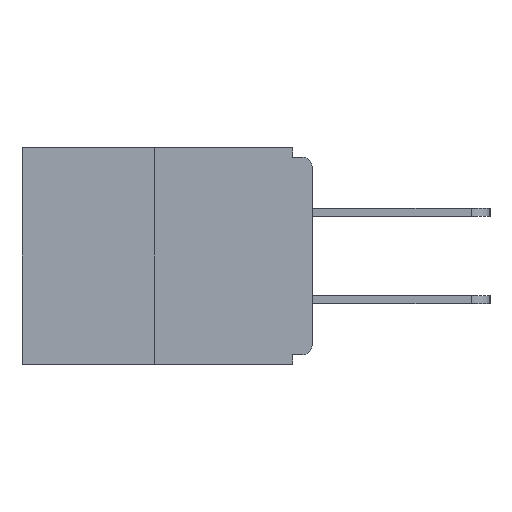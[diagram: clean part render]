
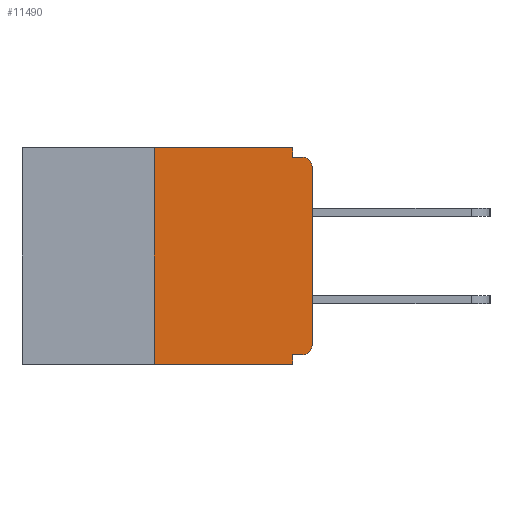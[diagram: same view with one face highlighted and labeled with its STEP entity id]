
A CAD part, left-side view. The second image highlights one B-rep face of the part: STEP entity #11490.
In plain terms, the highlighted planar face has unit normal (-1, 0, 0).
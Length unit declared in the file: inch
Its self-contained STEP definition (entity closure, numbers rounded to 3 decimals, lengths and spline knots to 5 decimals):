
#287 = DIRECTION ( 'NONE',  ( 0., 0., -1. ) ) ;
#333 = DIRECTION ( 'NONE',  ( 0., 0., -1. ) ) ;
#659 = LINE ( 'NONE', #8962, #15657 ) ;
#939 = ORIENTED_EDGE ( 'NONE', *, *, #19593, .F. ) ;
#982 = CARTESIAN_POINT ( 'NONE',  ( 0., 0.015, -0.03 ) ) ;
#1112 = ORIENTED_EDGE ( 'NONE', *, *, #9079, .F. ) ;
#1379 = VERTEX_POINT ( 'NONE', #2110 ) ;
#1664 = DIRECTION ( 'NONE',  ( 0., 0., -1. ) ) ;
#1673 = ORIENTED_EDGE ( 'NONE', *, *, #8420, .F. ) ;
#1829 = CIRCLE ( 'NONE', #3679, 0.015 ) ;
#1914 = DIRECTION ( 'NONE',  ( 0., -1., 0. ) ) ;
#2110 = CARTESIAN_POINT ( 'NONE',  ( 0., 0.031, 0. ) ) ;
#2302 = LINE ( 'NONE', #12767, #19433 ) ;
#2322 = VECTOR ( 'NONE', #19508, 39.37008 ) ;
#3100 = CARTESIAN_POINT ( 'NONE',  ( 0., 0.031, -0.343 ) ) ;
#3518 = VECTOR ( 'NONE', #4870, 39.37008 ) ;
#3679 = AXIS2_PLACEMENT_3D ( 'NONE', #18548, #8568, #10232 ) ;
#3809 = EDGE_CURVE ( 'NONE', #8086, #4007, #2302, .T. ) ;
#3973 = CARTESIAN_POINT ( 'NONE',  ( 0., 0.015, -0.015 ) ) ;
#4007 = VERTEX_POINT ( 'NONE', #3973 ) ;
#4401 = CIRCLE ( 'NONE', #15171, 0.015 ) ;
#4420 = VERTEX_POINT ( 'NONE', #14430 ) ;
#4423 = DIRECTION ( 'NONE',  ( 0., 0., -1. ) ) ;
#4550 = DIRECTION ( 'NONE',  ( 0., -1., 0. ) ) ;
#4585 = CARTESIAN_POINT ( 'NONE',  ( 0., 0.015, -0.328 ) ) ;
#4870 = DIRECTION ( 'NONE',  ( 0., 0., 1. ) ) ;
#4891 = CARTESIAN_POINT ( 'NONE',  ( 0., 0., 0. ) ) ;
#4990 = EDGE_CURVE ( 'NONE', #4420, #1379, #6407, .T. ) ;
#5032 = CARTESIAN_POINT ( 'NONE',  ( 0., 0.031, 0. ) ) ;
#5146 = VERTEX_POINT ( 'NONE', #15575 ) ;
#5187 = LINE ( 'NONE', #5372, #17926 ) ;
#5257 = ORIENTED_EDGE ( 'NONE', *, *, #19538, .T. ) ;
#5372 = CARTESIAN_POINT ( 'NONE',  ( 0., 0., -0.328 ) ) ;
#5423 = DIRECTION ( 'NONE',  ( 1., 0., 0. ) ) ;
#5722 = VERTEX_POINT ( 'NONE', #17863 ) ;
#5756 = VERTEX_POINT ( 'NONE', #4585 ) ;
#5857 = DIRECTION ( 'NONE',  ( 0., -1., 0. ) ) ;
#6135 = CARTESIAN_POINT ( 'NONE',  ( 0., 0.031, -0.328 ) ) ;
#6407 = LINE ( 'NONE', #11765, #19418 ) ;
#7230 = LINE ( 'NONE', #5032, #9287 ) ;
#7273 = ORIENTED_EDGE ( 'NONE', *, *, #14231, .F. ) ;
#8086 = VERTEX_POINT ( 'NONE', #20965 ) ;
#8420 = EDGE_CURVE ( 'NONE', #5756, #14056, #5187, .T. ) ;
#8568 = DIRECTION ( 'NONE',  ( -1., 0., 0. ) ) ;
#8962 = CARTESIAN_POINT ( 'NONE',  ( 0., 0.46, -0.343 ) ) ;
#9079 = EDGE_CURVE ( 'NONE', #17808, #4420, #9429, .T. ) ;
#9287 = VECTOR ( 'NONE', #287, 39.37008 ) ;
#9417 = EDGE_CURVE ( 'NONE', #17808, #15997, #659, .T. ) ;
#9429 = LINE ( 'NONE', #9765, #3518 ) ;
#9765 = CARTESIAN_POINT ( 'NONE',  ( 0., 0.25, 0. ) ) ;
#9869 = ORIENTED_EDGE ( 'NONE', *, *, #19052, .T. ) ;
#10232 = DIRECTION ( 'NONE',  ( 0., 0., -1. ) ) ;
#10453 = ORIENTED_EDGE ( 'NONE', *, *, #4990, .F. ) ;
#10457 = CARTESIAN_POINT ( 'NONE',  ( 0., 0.25, -0.343 ) ) ;
#11490 = ADVANCED_FACE ( 'NONE', ( #12925 ), #16977, .F. ) ;
#11510 = VECTOR ( 'NONE', #1664, 39.37008 ) ;
#11765 = CARTESIAN_POINT ( 'NONE',  ( 0., 0.46, 0. ) ) ;
#11996 = CARTESIAN_POINT ( 'NONE',  ( 0., 0.46, 0. ) ) ;
#12553 = AXIS2_PLACEMENT_3D ( 'NONE', #11996, #5423, #333 ) ;
#12767 = CARTESIAN_POINT ( 'NONE',  ( 0., 0., -0.015 ) ) ;
#12925 = FACE_OUTER_BOUND ( 'NONE', #17235, .T. ) ;
#13069 = ORIENTED_EDGE ( 'NONE', *, *, #9417, .T. ) ;
#14056 = VERTEX_POINT ( 'NONE', #6135 ) ;
#14107 = DIRECTION ( 'NONE',  ( -1., 0., 0. ) ) ;
#14231 = EDGE_CURVE ( 'NONE', #14056, #15997, #15699, .T. ) ;
#14430 = CARTESIAN_POINT ( 'NONE',  ( 0., 0.25, 0. ) ) ;
#15171 = AXIS2_PLACEMENT_3D ( 'NONE', #982, #14107, #4423 ) ;
#15575 = CARTESIAN_POINT ( 'NONE',  ( 0., 0., -0.03 ) ) ;
#15657 = VECTOR ( 'NONE', #5857, 39.37008 ) ;
#15699 = LINE ( 'NONE', #16424, #11510 ) ;
#15879 = ORIENTED_EDGE ( 'NONE', *, *, #19351, .T. ) ;
#15997 = VERTEX_POINT ( 'NONE', #3100 ) ;
#16424 = CARTESIAN_POINT ( 'NONE',  ( 0., 0.031, -0.343 ) ) ;
#16977 = PLANE ( 'NONE',  #12553 ) ;
#17235 = EDGE_LOOP ( 'NONE', ( #10453, #1112, #13069, #7273, #1673, #15879, #5257, #9869, #19646, #939 ) ) ;
#17808 = VERTEX_POINT ( 'NONE', #10457 ) ;
#17863 = CARTESIAN_POINT ( 'NONE',  ( 0., 0., -0.313 ) ) ;
#17926 = VECTOR ( 'NONE', #18746, 39.37008 ) ;
#18548 = CARTESIAN_POINT ( 'NONE',  ( 0., 0.015, -0.313 ) ) ;
#18746 = DIRECTION ( 'NONE',  ( 0., 1., 0. ) ) ;
#19052 = EDGE_CURVE ( 'NONE', #5146, #4007, #4401, .T. ) ;
#19351 = EDGE_CURVE ( 'NONE', #5756, #5722, #1829, .T. ) ;
#19418 = VECTOR ( 'NONE', #1914, 39.37008 ) ;
#19433 = VECTOR ( 'NONE', #4550, 39.37008 ) ;
#19508 = DIRECTION ( 'NONE',  ( 0., 0., 1. ) ) ;
#19538 = EDGE_CURVE ( 'NONE', #5722, #5146, #21031, .T. ) ;
#19593 = EDGE_CURVE ( 'NONE', #1379, #8086, #7230, .T. ) ;
#19646 = ORIENTED_EDGE ( 'NONE', *, *, #3809, .F. ) ;
#20965 = CARTESIAN_POINT ( 'NONE',  ( 0., 0.031, -0.015 ) ) ;
#21031 = LINE ( 'NONE', #4891, #2322 ) ;
